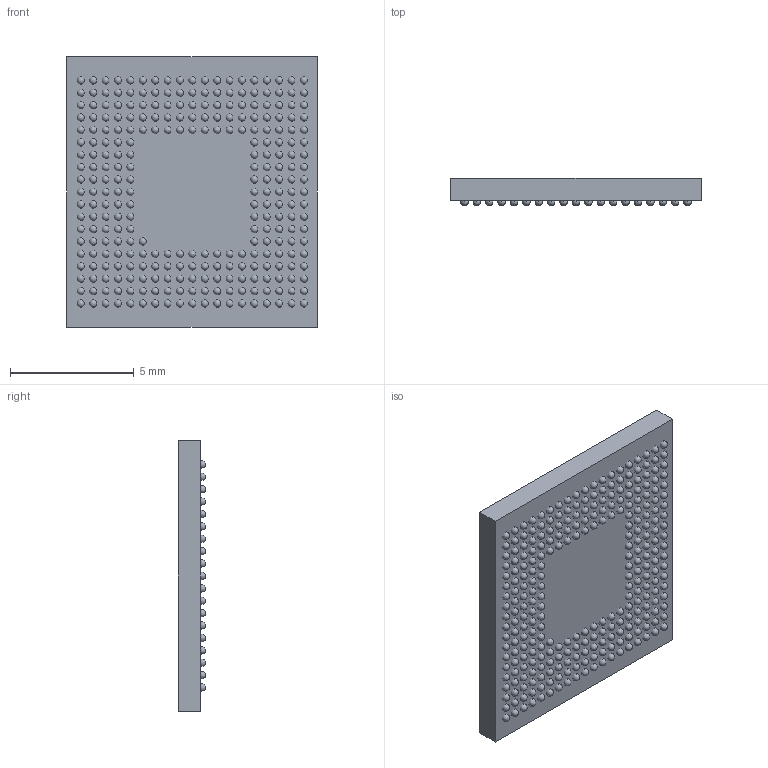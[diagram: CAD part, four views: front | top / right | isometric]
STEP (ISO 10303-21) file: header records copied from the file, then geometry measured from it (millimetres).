
FILE_DESCRIPTION(/* description */ (''),/* implementation_level */ '2;1');
FILE_NAME(/* name */ '',/* time_stamp */ '',/* author */ (''),/* organization */ (''),/* preprocessor_version */ '',/* originating_system */ '',/* authorisation */ '');
FILE_SCHEMA (('AUTOMOTIVE_DESIGN { 1 0 10303 214 3 1 1 }'));
Length unit declared in the file: millimetre
Products named in the file (3): Broadcom BCM2722; Broadcom BCM2722_Body; Broadcom BCM2722_Ball
Assembly tree (282 placements, depth 2):
  Broadcom BCM2722
    Broadcom BCM2722_Body
    Broadcom BCM2722_Ball  x281
Bounding box: 10.1 x 1.1 x 10.9 mm (x, y, z)
Volume: 103.1 mm3; surface area: 337.6 mm2
Topology: 282 solids, 282 shells, 938 faces, 2601 edges, 1734 vertices
Faces by surface type: plane 367, bspline 287, sphere 281, cylinder 3
Full cylindrical faces by diameter (mm): 0.6 x1
Entity records: 24868 total; most frequent: CARTESIAN_POINT 7635, ORIENTED_EDGE 3516, DIRECTION 2553, EDGE_CURVE 1758, LINE 1177, VECTOR 1177, VERTEX_POINT 1174, EDGE_LOOP 728
